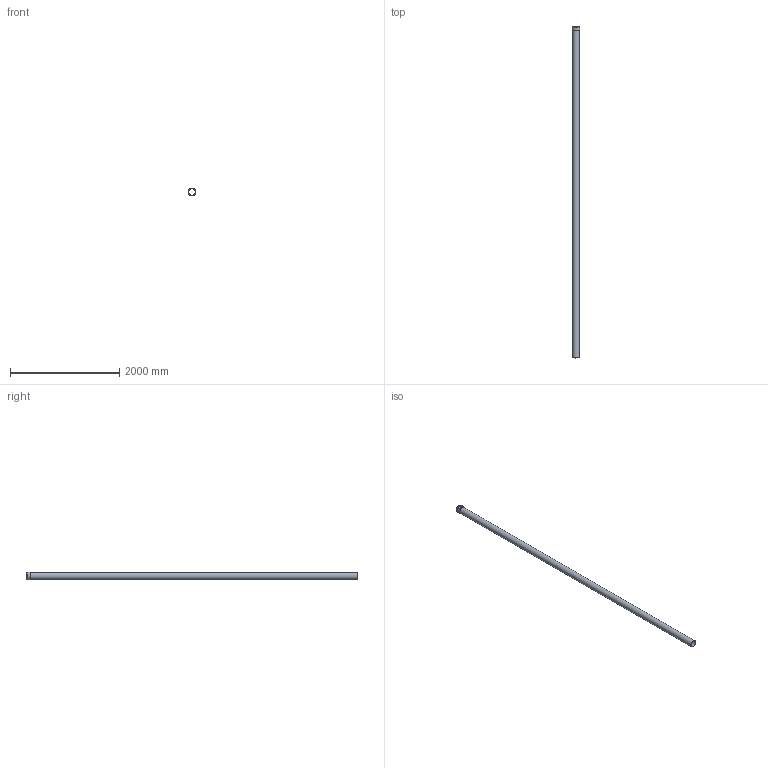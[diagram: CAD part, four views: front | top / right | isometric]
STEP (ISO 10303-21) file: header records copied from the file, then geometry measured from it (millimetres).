
FILE_DESCRIPTION(/* description */ (''),/* implementation_level */ '2;1');
FILE_NAME(/* name */ '731480z.stp',/* time_stamp */ '2024-09-26T09:00:18+02:00',/* author */ ('corinna'),/* organization */ (''),/* preprocessor_version */ 'ST-DEVELOPER v20',/* originating_system */ 'Autodesk Inventor 2024',/* authorisation */ '');
FILE_SCHEMA (('AUTOMOTIVE_DESIGN { 1 0 10303 214 3 1 1 }'));
Length unit declared in the file: millimetre
Products named in the file (1): 731480z
Bounding box: 145.8 x 6073.7 x 145.8 mm (x, y, z)
Volume: 9015878.9 mm3; surface area: 4637383 mm2
Topology: 1 solids, 1 shells, 35 faces, 85 edges, 55 vertices
Faces by surface type: torus 14, cylinder 8, cone 8, plane 5
Full cylindrical faces by diameter (mm): 117.2 x1, 125 x1, 125.5 x2, 131.5 x1, 132.7 x1, 139.8 x1, 145.8 x1
Entity records: 1115 total; most frequent: DIRECTION 226, CARTESIAN_POINT 176, ORIENTED_EDGE 170, AXIS2_PLACEMENT_3D 105, EDGE_CURVE 85, CIRCLE 69, VERTEX_POINT 55, EDGE_LOOP 40
